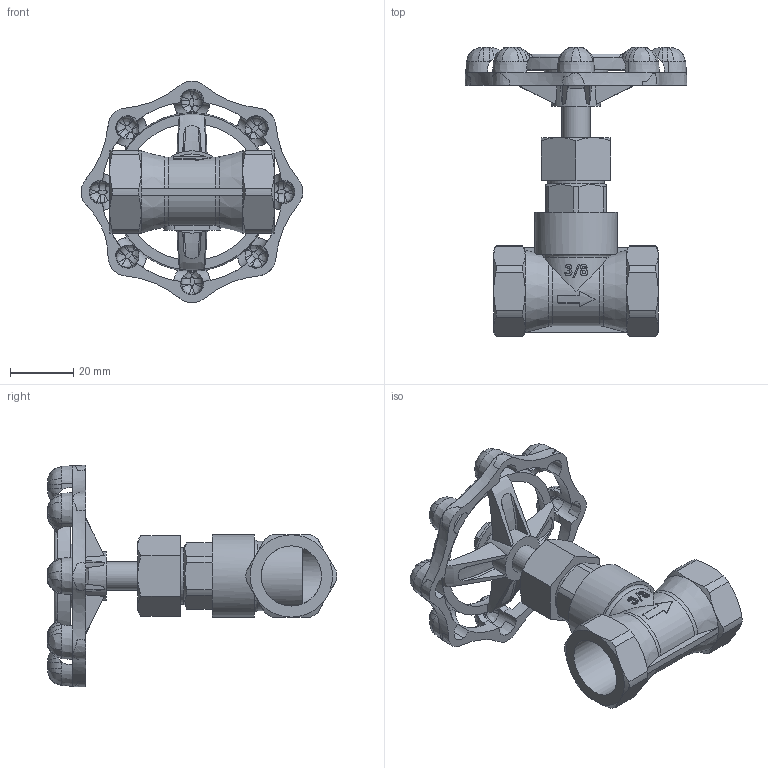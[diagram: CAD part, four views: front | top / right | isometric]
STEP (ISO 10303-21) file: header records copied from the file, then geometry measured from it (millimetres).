
FILE_DESCRIPTION(/* description */ ('Unknown'),/* implementation_level */ '2;1');
FILE_NAME(/* name */ 'GB-200 -DN10md1',/* time_stamp */ '2020-10-06T10:10:25+08:00',/* author */ ('Unknown'),/* organization */ ('Unknown'),/* preprocessor_version */ 'ST-DEVELOPER v16.7',/* originating_system */ 'DEX',/* authorisation */ $);
FILE_SCHEMA (('AUTOMOTIVE_DESIGN {1 0 10303 214 3 1 1}'));
Length unit declared in the file: millimetre
Products named in the file (1): GB-200 -DN10md1
Bounding box: 69.99 x 91.4 x 69.99 mm (x, y, z)
Volume: 38368.7 mm3; surface area: 24267 mm2
Topology: 1 solids, 2 shells, 688 faces, 2011 edges, 1221 vertices
Faces by surface type: bspline 369, plane 134, cylinder 96, cone 43, torus 42, sphere 4
Full cylindrical faces by diameter (mm): 6 x2, 9 x1, 12 x1, 15.5 x1, 17 x1, 17.7 x1, 19 x2, 20 x1, 26 x1
Entity records: 60835 total; most frequent: CARTESIAN_POINT 46884, ORIENTED_EDGE 3754, EDGE_CURVE 1877, DIRECTION 1517, B_SPLINE_CURVE_WITH_KNOTS 1317, VERTEX_POINT 1208, EDGE_LOOP 729, FACE_BOUND 729
